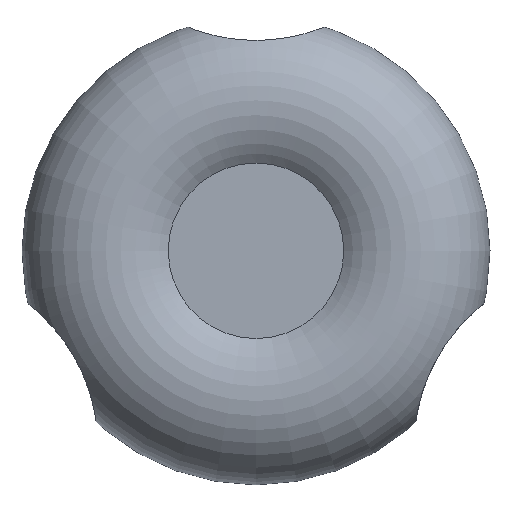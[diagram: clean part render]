
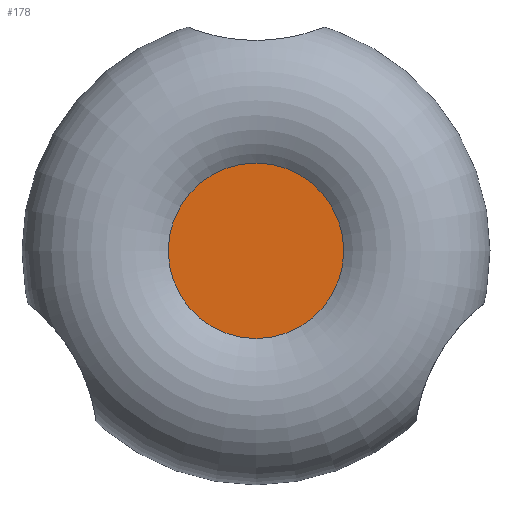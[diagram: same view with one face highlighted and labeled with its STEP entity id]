
A CAD part, top view. The second image highlights one B-rep face of the part: STEP entity #178.
In plain terms, the highlighted planar face has unit normal (0, 0, 1).
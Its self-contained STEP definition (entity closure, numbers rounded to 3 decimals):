
#178 = ADVANCED_FACE( '', ( #365 ), #366, .F. );
#365 = FACE_OUTER_BOUND( '', #550, .T. );
#366 = PLANE( '', #551 );
#550 = EDGE_LOOP( '', ( #1004 ) );
#551 = AXIS2_PLACEMENT_3D( '', #1005, #1006, #1007 );
#1004 = ORIENTED_EDGE( '', *, *, #1127, .T. );
#1005 = CARTESIAN_POINT( '', ( 0., 7.5, 26.088 ) );
#1006 = DIRECTION( '', ( 0., 0., -1. ) );
#1007 = DIRECTION( '', ( -1., 0., 0. ) );
#1127 = EDGE_CURVE( '', #1363, #1363, #1364, .T. );
#1363 = VERTEX_POINT( '', #2043 );
#1364 = CIRCLE( '', #2044, 7.5 );
#2043 = CARTESIAN_POINT( '', ( 7.5, 0., 26.088 ) );
#2044 = AXIS2_PLACEMENT_3D( '', #2511, #2512, #2513 );
#2511 = CARTESIAN_POINT( '', ( 0., 0., 26.088 ) );
#2512 = DIRECTION( '', ( 0., 0., 1. ) );
#2513 = DIRECTION( '', ( 1., 0., 0. ) );
